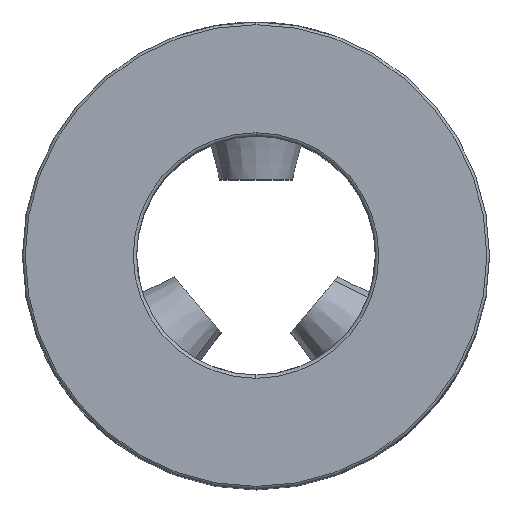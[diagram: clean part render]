
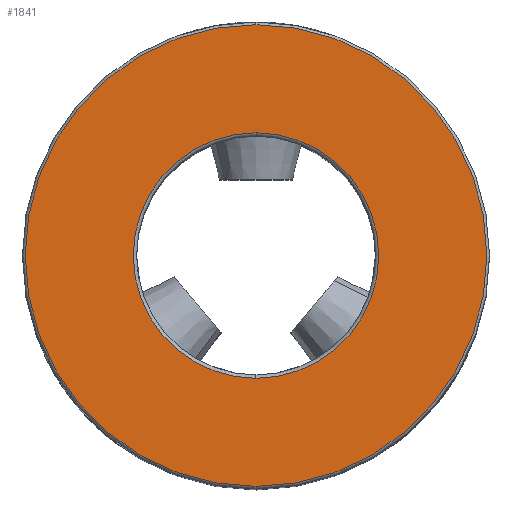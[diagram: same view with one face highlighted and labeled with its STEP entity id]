
A CAD part, top view. The second image highlights one B-rep face of the part: STEP entity #1841.
In plain terms, the highlighted planar face has unit normal (0, 0, 1).
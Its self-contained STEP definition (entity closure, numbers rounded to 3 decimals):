
#1155=VERTEX_POINT('NONE',#3268);
#1317=EDGE_CURVE('NONE',#1919,#1533,#3452,.T.);
#1365=EDGE_CURVE('NONE',#2717,#1155,#3504,.T.);
#1403=EDGE_CURVE('NONE',#1533,#1919,#3546,.T.);
#1533=VERTEX_POINT('NONE',#3688);
#1841=ADVANCED_FACE('NONE',(#4028,#4029),#4030,.T.);
#1919=VERTEX_POINT('NONE',#4123);
#2717=VERTEX_POINT('NONE',#5025);
#3103=EDGE_CURVE('NONE',#1155,#2717,#5460,.T.);
#3268=CARTESIAN_POINT('',(0.,44.478,0.));
#3452=CIRCLE('',#6007,23.648);
#3504=CIRCLE('',#6076,44.478);
#3546=CIRCLE('',#6241,23.648);
#3688=CARTESIAN_POINT('',(0.,23.648,0.));
#4028=FACE_OUTER_BOUND('',#7427,.T.);
#4029=FACE_BOUND('',#7428,.T.);
#4030=PLANE('',#7429);
#4123=CARTESIAN_POINT('',(0.,-23.648,0.));
#5025=CARTESIAN_POINT('',(0.,-44.478,0.));
#5460=CIRCLE('',#10384,44.478);
#6007=AXIS2_PLACEMENT_3D('',#10962,#10963,#10964);
#6076=AXIS2_PLACEMENT_3D('',#11025,#11026,#11027);
#6241=AXIS2_PLACEMENT_3D('',#11070,#11071,#11072);
#7427=EDGE_LOOP('',(#11619,#11620));
#7428=EDGE_LOOP('',(#11621,#11622));
#7429=AXIS2_PLACEMENT_3D('',#11623,#11624,#11625);
#10384=AXIS2_PLACEMENT_3D('',#13371,#13372,#13373);
#10962=CARTESIAN_POINT('',(0.,0.0,0.));
#10963=DIRECTION('',(0.,0.0,1.0));
#10964=DIRECTION('',(-1.0,0.0,0.));
#11025=CARTESIAN_POINT('',(0.,0.0,0.));
#11026=DIRECTION('',(0.,0.0,1.0));
#11027=DIRECTION('',(1.0,0.0,0.));
#11070=CARTESIAN_POINT('',(0.,0.0,0.));
#11071=DIRECTION('',(0.,0.0,1.0));
#11072=DIRECTION('',(-1.0,0.0,0.));
#11619=ORIENTED_EDGE('',*,*,#3103,.T.);
#11620=ORIENTED_EDGE('',*,*,#1365,.T.);
#11621=ORIENTED_EDGE('',*,*,#1317,.F.);
#11622=ORIENTED_EDGE('',*,*,#1403,.F.);
#11623=CARTESIAN_POINT('',(0.,0.0,0.));
#11624=DIRECTION('',(0.,0.0,1.0));
#11625=DIRECTION('',(0.0,1.0,0.0));
#13371=CARTESIAN_POINT('',(0.,0.0,0.));
#13372=DIRECTION('',(0.,0.0,1.0));
#13373=DIRECTION('',(1.0,0.0,0.));
